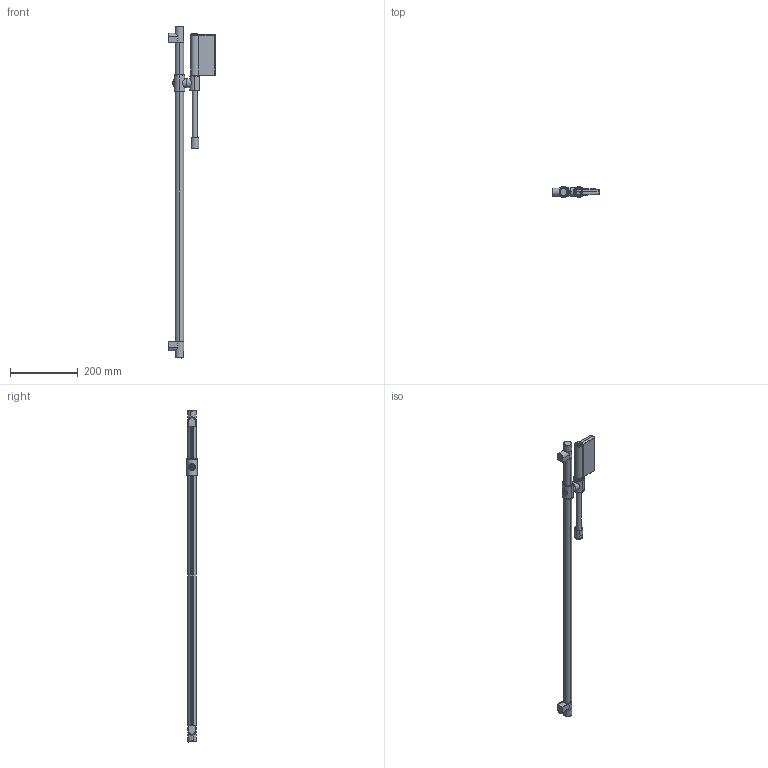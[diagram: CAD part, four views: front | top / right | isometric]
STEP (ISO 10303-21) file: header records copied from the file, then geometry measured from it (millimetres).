
FILE_DESCRIPTION(('CAx-IF Rec.Pracs.---Model Styling and Organization---1.2---2011-12-15','CAx-IF Rec.Pracs.---Geometric and Assembly Validation Properties---4.1---2014-06-16','CAx-IF Rec.Pracs.---PMI Polyline Presentation---2.0---2013-05-24'),'2;1');
FILE_NAME('1000112332_PPR_000.stp','2019-06-27T12:52:43+02:00',(''),(''),'STEP Interface 4.1 by CT CoreTechnologie','3D_Evolution4.1 by CT CoreTechnologie','');
FILE_SCHEMA(('AP203_CONFIGURATION_CONTROLLED_3D_DESIGN_OF_MECHANICAL_PARTS_AND_ASSEMBLIES_MIM_LF'));
Length unit declared in the file: millimetre
Products named in the file (22): P_2 AX ONE Brausen Set 900mm 1000112332_PPR_000_A1; Profil Unica-D 1000002162_PPA_000_A0; P_2 Lagerbuchse Unica-D 1000085846_PPA_000_A0; P_2 Wandstuetze Unica-D 1000085842_PPA_000_A0; P_2 Abdeckung Unica-D 1000110515_PPA_000_A0; P_2 Schieber Unica-Starck 1000085859_PPR_000_A0; P_2 Stangenfuehrung Unica-Starck 1000109930_PPA_000_A0; P_2 Gleitring Unica Starck 1000085855_PPA_000_A0; P_2 Gleithuelse Unica-Starck 1000085858_PPA_000_A0; Einstellschraube Unica-Starck 1000006028_PPA_000_A2; P_2 Brausenaufnahme Unica-Starck 1000109932_PPA_000_A0; Futter Unica-Starck 1000006008_PPA_000_A0; P_2 HB Handbrause Foen BarberOsgerby 1000112322_PPR_000_A0; P_2 Profilrohr HB BarberOsgerby 1000111794_PPA_000_A0; P_2 Boden HB BarberOsgerby 1000112323_PPA_000_A0; P_2 Taste HB BarberOsgerby 1000112324_PPA_000_A0; P_2 2K_Strahlplatte HB BarberOsgerby 1000112325_PPA_000_A0; P_2 Anschluss HB BarberOsgerby 1000112328_PPA_000_A0; P_2 Brauseschlauch ISI-Starck 1,6m 1000085874_PPR_000_A1; (EB-Lagen) ISIflex Grundschlauch 1000000832_PPA_000_A2; P_2 AXM Mutter Festseite ISI AX Starck 1000105598_PPA_000_A0; P_2 Mutter wirbl   - ISI Starck Schlauch 1000085873_PPA_000_A0
Assembly tree (25 placements, depth 3):
  P_2 AX ONE Brausen Set 900mm 1000112332_PPR_000_A1
    Profil Unica-D 1000002162_PPA_000_A0
    P_2 Lagerbuchse Unica-D 1000085846_PPA_000_A0  x2
    P_2 Wandstuetze Unica-D 1000085842_PPA_000_A0  x2
    P_2 Abdeckung Unica-D 1000110515_PPA_000_A0  x2
    P_2 Schieber Unica-Starck 1000085859_PPR_000_A0
      P_2 Stangenfuehrung Unica-Starck 1000109930_PPA_000_A0
      P_2 Gleitring Unica Starck 1000085855_PPA_000_A0
      P_2 Gleithuelse Unica-Starck 1000085858_PPA_000_A0
      Einstellschraube Unica-Starck 1000006028_PPA_000_A2
      P_2 Brausenaufnahme Unica-Starck 1000109932_PPA_000_A0
      Futter Unica-Starck 1000006008_PPA_000_A0
    P_2 HB Handbrause Foen BarberOsgerby 1000112322_PPR_000_A0
      P_2 Profilrohr HB BarberOsgerby 1000111794_PPA_000_A0
      P_2 Boden HB BarberOsgerby 1000112323_PPA_000_A0  x2
      P_2 Taste HB BarberOsgerby 1000112324_PPA_000_A0
      P_2 2K_Strahlplatte HB BarberOsgerby 1000112325_PPA_000_A0
      P_2 Anschluss HB BarberOsgerby 1000112328_PPA_000_A0
    P_2 Brauseschlauch ISI-Starck 1,6m 1000085874_PPR_000_A1
      (EB-Lagen) ISIflex Grundschlauch 1000000832_PPA_000_A2
      P_2 AXM Mutter Festseite ISI AX Starck 1000105598_PPA_000_A0
      P_2 Mutter wirbl   - ISI Starck Schlauch 1000085873_PPA_000_A0
Bounding box: 139.5 x 32 x 982.8 mm (x, y, z)
Volume: 381159.9 mm3; surface area: 262605.1 mm2
Topology: 87 solids, 87 shells, 1685 faces, 4229 edges, 2761 vertices
Faces by surface type: plane 602, cylinder 548, bspline 535
Entity records: 96661 total; most frequent: CARTESIAN_POINT 40640, ORIENTED_EDGE 7916, DIRECTION 7477, EDGE_CURVE 3958, AXIS2_PLACEMENT_3D 2866, VERTEX_POINT 2600, EDGE_LOOP 1822, CIRCLE 1749
